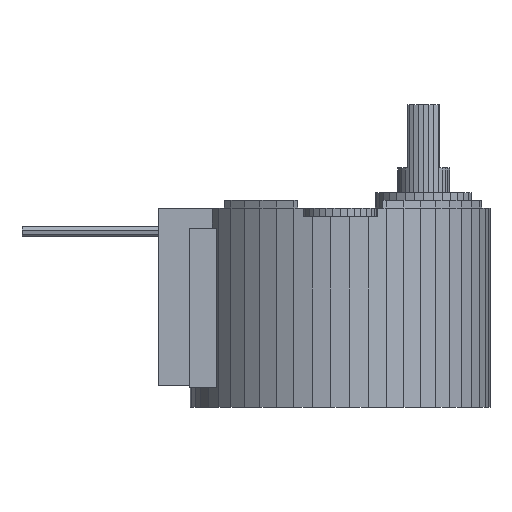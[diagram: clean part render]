
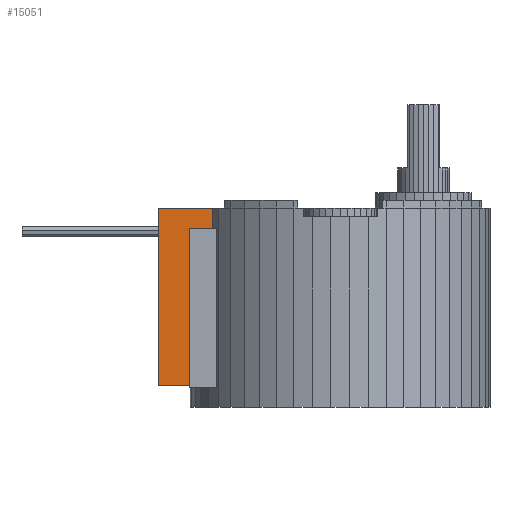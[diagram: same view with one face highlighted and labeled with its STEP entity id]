
A CAD part, front view. The second image highlights one B-rep face of the part: STEP entity #15051.
In plain terms, the highlighted planar face has unit normal (0, -1, 0).
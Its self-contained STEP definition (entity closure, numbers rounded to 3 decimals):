
#3276 = PLANE('',#3277);
#3277 = AXIS2_PLACEMENT_3D('',#3278,#3279,#3280);
#3278 = CARTESIAN_POINT('',(-11.427,-8.302,9.4));
#3279 = DIRECTION('',(0.844,0.536,0.)
  );
#3280 = DIRECTION('',(-0.536,0.844,0.
    ));
#6918 = VERTEX_POINT('',#6919);
#6919 = CARTESIAN_POINT('',(-12.064,-7.3,7.5));
#6932 = PLANE('',#6933);
#6933 = AXIS2_PLACEMENT_3D('',#6934,#6935,#6936);
#6934 = CARTESIAN_POINT('',(-14.25,8.,7.5));
#6935 = DIRECTION('',(0.,0.,-1.));
#6936 = DIRECTION('',(1.,0.,0.));
#6943 = EDGE_CURVE('',#6944,#6918,#6946,.T.);
#6944 = VERTEX_POINT('',#6945);
#6945 = CARTESIAN_POINT('',(-12.064,-7.3,9.35));
#6946 = SURFACE_CURVE('',#6947,(#6951,#6957),.PCURVE_S1.);
#6947 = LINE('',#6948,#6949);
#6948 = CARTESIAN_POINT('',(-12.064,-7.3,9.375));
#6949 = VECTOR('',#6950,1.);
#6950 = DIRECTION('',(0.,0.,-1.));
#6951 = PCURVE('',#3276,#6952);
#6952 = DEFINITIONAL_REPRESENTATION('',(#6953),#6956);
#6953 = B_SPLINE_CURVE_WITH_KNOTS('',1,(#6954,#6955),.UNSPECIFIED.,.F.,
  .F.,(2,2),(0.025,16.725),.PIECEWISE_BEZIER_KNOTS.);
#6954 = CARTESIAN_POINT('',(1.187,-0.05));
#6955 = CARTESIAN_POINT('',(1.187,-16.75));
#6956 = ( GEOMETRIC_REPRESENTATION_CONTEXT(2) 
PARAMETRIC_REPRESENTATION_CONTEXT() REPRESENTATION_CONTEXT('2D SPACE',''
  ) );
#6957 = PCURVE('',#6958,#6963);
#6958 = PLANE('',#6959);
#6959 = AXIS2_PLACEMENT_3D('',#6960,#6961,#6962);
#6960 = CARTESIAN_POINT('',(-17.175,-7.3,9.35));
#6961 = DIRECTION('',(0.,-1.,0.));
#6962 = DIRECTION('',(0.,0.,-1.));
#6963 = DEFINITIONAL_REPRESENTATION('',(#6964),#6967);
#6964 = B_SPLINE_CURVE_WITH_KNOTS('',1,(#6965,#6966),.UNSPECIFIED.,.F.,
  .F.,(2,2),(0.025,16.725),.PIECEWISE_BEZIER_KNOTS.);
#6965 = CARTESIAN_POINT('',(0.,5.111));
#6966 = CARTESIAN_POINT('',(16.7,5.111));
#6967 = ( GEOMETRIC_REPRESENTATION_CONTEXT(2) 
PARAMETRIC_REPRESENTATION_CONTEXT() REPRESENTATION_CONTEXT('2D SPACE',''
  ) );
#6984 = PLANE('',#6985);
#6985 = AXIS2_PLACEMENT_3D('',#6986,#6987,#6988);
#6986 = CARTESIAN_POINT('',(-17.175,7.3,9.35));
#6987 = DIRECTION('',(0.,0.,-1.));
#6988 = DIRECTION('',(1.,0.,0.));
#14691 = PLANE('',#14692);
#14692 = AXIS2_PLACEMENT_3D('',#14693,#14694,#14695);
#14693 = CARTESIAN_POINT('',(-14.25,8.,7.5));
#14694 = DIRECTION('',(1.,0.,0.));
#14695 = DIRECTION('',(0.,0.,-1.));
#14971 = EDGE_CURVE('',#14972,#6944,#14974,.T.);
#14972 = VERTEX_POINT('',#14973);
#14973 = CARTESIAN_POINT('',(-17.175,-7.3,9.35));
#14974 = SURFACE_CURVE('',#14975,(#14979,#14986),.PCURVE_S1.);
#14975 = LINE('',#14976,#14977);
#14976 = CARTESIAN_POINT('',(-17.175,-7.3,9.35));
#14977 = VECTOR('',#14978,1.);
#14978 = DIRECTION('',(1.,0.,0.));
#14979 = PCURVE('',#6984,#14980);
#14980 = DEFINITIONAL_REPRESENTATION('',(#14981),#14985);
#14981 = LINE('',#14982,#14983);
#14982 = CARTESIAN_POINT('',(0.,14.6));
#14983 = VECTOR('',#14984,1.);
#14984 = DIRECTION('',(1.,0.));
#14985 = ( GEOMETRIC_REPRESENTATION_CONTEXT(2) 
PARAMETRIC_REPRESENTATION_CONTEXT() REPRESENTATION_CONTEXT('2D SPACE',''
  ) );
#14986 = PCURVE('',#6958,#14987);
#14987 = DEFINITIONAL_REPRESENTATION('',(#14988),#14992);
#14988 = LINE('',#14989,#14990);
#14989 = CARTESIAN_POINT('',(0.,0.));
#14990 = VECTOR('',#14991,1.);
#14991 = DIRECTION('',(0.,1.));
#14992 = ( GEOMETRIC_REPRESENTATION_CONTEXT(2) 
PARAMETRIC_REPRESENTATION_CONTEXT() REPRESENTATION_CONTEXT('2D SPACE',''
  ) );
#15010 = PLANE('',#15011);
#15011 = AXIS2_PLACEMENT_3D('',#15012,#15013,#15014);
#15012 = CARTESIAN_POINT('',(-17.175,7.3,9.35));
#15013 = DIRECTION('',(1.,0.,0.));
#15014 = DIRECTION('',(0.,0.,-1.));
#15051 = ADVANCED_FACE('',(#15052),#6958,.T.);
#15052 = FACE_BOUND('',#15053,.T.);
#15053 = EDGE_LOOP('',(#15054,#15084,#15105,#15124,#15125,#15126));
#15054 = ORIENTED_EDGE('',*,*,#15055,.T.);
#15055 = EDGE_CURVE('',#15056,#15058,#15060,.T.);
#15056 = VERTEX_POINT('',#15057);
#15057 = CARTESIAN_POINT('',(-17.175,-7.3,-7.35));
#15058 = VERTEX_POINT('',#15059);
#15059 = CARTESIAN_POINT('',(-14.25,-7.3,-7.35));
#15060 = SURFACE_CURVE('',#15061,(#15065,#15072),.PCURVE_S1.);
#15061 = LINE('',#15062,#15063);
#15062 = CARTESIAN_POINT('',(-17.175,-7.3,-7.35));
#15063 = VECTOR('',#15064,1.);
#15064 = DIRECTION('',(1.,0.,0.));
#15065 = PCURVE('',#6958,#15066);
#15066 = DEFINITIONAL_REPRESENTATION('',(#15067),#15071);
#15067 = LINE('',#15068,#15069);
#15068 = CARTESIAN_POINT('',(16.7,0.));
#15069 = VECTOR('',#15070,1.);
#15070 = DIRECTION('',(0.,1.));
#15071 = ( GEOMETRIC_REPRESENTATION_CONTEXT(2) 
PARAMETRIC_REPRESENTATION_CONTEXT() REPRESENTATION_CONTEXT('2D SPACE',''
  ) );
#15072 = PCURVE('',#15073,#15078);
#15073 = PLANE('',#15074);
#15074 = AXIS2_PLACEMENT_3D('',#15075,#15076,#15077);
#15075 = CARTESIAN_POINT('',(-17.175,7.3,-7.35));
#15076 = DIRECTION('',(0.,0.,-1.));
#15077 = DIRECTION('',(1.,0.,0.));
#15078 = DEFINITIONAL_REPRESENTATION('',(#15079),#15083);
#15079 = LINE('',#15080,#15081);
#15080 = CARTESIAN_POINT('',(0.,14.6));
#15081 = VECTOR('',#15082,1.);
#15082 = DIRECTION('',(1.,0.));
#15083 = ( GEOMETRIC_REPRESENTATION_CONTEXT(2) 
PARAMETRIC_REPRESENTATION_CONTEXT() REPRESENTATION_CONTEXT('2D SPACE',''
  ) );
#15084 = ORIENTED_EDGE('',*,*,#15085,.T.);
#15085 = EDGE_CURVE('',#15058,#15086,#15088,.T.);
#15086 = VERTEX_POINT('',#15087);
#15087 = CARTESIAN_POINT('',(-14.25,-7.3,7.5));
#15088 = SURFACE_CURVE('',#15089,(#15093,#15099),.PCURVE_S1.);
#15089 = LINE('',#15090,#15091);
#15090 = CARTESIAN_POINT('',(-14.25,-7.3,8.425));
#15091 = VECTOR('',#15092,1.);
#15092 = DIRECTION('',(0.,0.,1.));
#15093 = PCURVE('',#6958,#15094);
#15094 = DEFINITIONAL_REPRESENTATION('',(#15095),#15098);
#15095 = B_SPLINE_CURVE_WITH_KNOTS('',1,(#15096,#15097),.UNSPECIFIED.,
  .F.,.F.,(2,2),(-15.775,-0.925),.PIECEWISE_BEZIER_KNOTS.);
#15096 = CARTESIAN_POINT('',(16.7,2.925));
#15097 = CARTESIAN_POINT('',(1.85,2.925));
#15098 = ( GEOMETRIC_REPRESENTATION_CONTEXT(2) 
PARAMETRIC_REPRESENTATION_CONTEXT() REPRESENTATION_CONTEXT('2D SPACE',''
  ) );
#15099 = PCURVE('',#14691,#15100);
#15100 = DEFINITIONAL_REPRESENTATION('',(#15101),#15104);
#15101 = B_SPLINE_CURVE_WITH_KNOTS('',1,(#15102,#15103),.UNSPECIFIED.,
  .F.,.F.,(2,2),(-15.775,-0.925),.PIECEWISE_BEZIER_KNOTS.);
#15102 = CARTESIAN_POINT('',(14.85,-15.3));
#15103 = CARTESIAN_POINT('',(0.,-15.3));
#15104 = ( GEOMETRIC_REPRESENTATION_CONTEXT(2) 
PARAMETRIC_REPRESENTATION_CONTEXT() REPRESENTATION_CONTEXT('2D SPACE',''
  ) );
#15105 = ORIENTED_EDGE('',*,*,#15106,.T.);
#15106 = EDGE_CURVE('',#15086,#6918,#15107,.T.);
#15107 = SURFACE_CURVE('',#15108,(#15112,#15118),.PCURVE_S1.);
#15108 = LINE('',#15109,#15110);
#15109 = CARTESIAN_POINT('',(-15.713,-7.3,7.5));
#15110 = VECTOR('',#15111,1.);
#15111 = DIRECTION('',(1.,0.,0.));
#15112 = PCURVE('',#6958,#15113);
#15113 = DEFINITIONAL_REPRESENTATION('',(#15114),#15117);
#15114 = B_SPLINE_CURVE_WITH_KNOTS('',1,(#15115,#15116),.UNSPECIFIED.,
  .F.,.F.,(2,2),(1.463,3.649),.PIECEWISE_BEZIER_KNOTS.);
#15115 = CARTESIAN_POINT('',(1.85,2.925));
#15116 = CARTESIAN_POINT('',(1.85,5.111));
#15117 = ( GEOMETRIC_REPRESENTATION_CONTEXT(2) 
PARAMETRIC_REPRESENTATION_CONTEXT() REPRESENTATION_CONTEXT('2D SPACE',''
  ) );
#15118 = PCURVE('',#6932,#15119);
#15119 = DEFINITIONAL_REPRESENTATION('',(#15120),#15123);
#15120 = B_SPLINE_CURVE_WITH_KNOTS('',1,(#15121,#15122),.UNSPECIFIED.,
  .F.,.F.,(2,2),(1.463,3.649),.PIECEWISE_BEZIER_KNOTS.);
#15121 = CARTESIAN_POINT('',(0.,15.3));
#15122 = CARTESIAN_POINT('',(2.186,15.3));
#15123 = ( GEOMETRIC_REPRESENTATION_CONTEXT(2) 
PARAMETRIC_REPRESENTATION_CONTEXT() REPRESENTATION_CONTEXT('2D SPACE',''
  ) );
#15124 = ORIENTED_EDGE('',*,*,#6943,.F.);
#15125 = ORIENTED_EDGE('',*,*,#14971,.F.);
#15126 = ORIENTED_EDGE('',*,*,#15127,.T.);
#15127 = EDGE_CURVE('',#14972,#15056,#15128,.T.);
#15128 = SURFACE_CURVE('',#15129,(#15133,#15140),.PCURVE_S1.);
#15129 = LINE('',#15130,#15131);
#15130 = CARTESIAN_POINT('',(-17.175,-7.3,9.35));
#15131 = VECTOR('',#15132,1.);
#15132 = DIRECTION('',(0.,0.,-1.));
#15133 = PCURVE('',#6958,#15134);
#15134 = DEFINITIONAL_REPRESENTATION('',(#15135),#15139);
#15135 = LINE('',#15136,#15137);
#15136 = CARTESIAN_POINT('',(0.,0.));
#15137 = VECTOR('',#15138,1.);
#15138 = DIRECTION('',(1.,0.));
#15139 = ( GEOMETRIC_REPRESENTATION_CONTEXT(2) 
PARAMETRIC_REPRESENTATION_CONTEXT() REPRESENTATION_CONTEXT('2D SPACE',''
  ) );
#15140 = PCURVE('',#15010,#15141);
#15141 = DEFINITIONAL_REPRESENTATION('',(#15142),#15146);
#15142 = LINE('',#15143,#15144);
#15143 = CARTESIAN_POINT('',(0.,-14.6));
#15144 = VECTOR('',#15145,1.);
#15145 = DIRECTION('',(1.,0.));
#15146 = ( GEOMETRIC_REPRESENTATION_CONTEXT(2) 
PARAMETRIC_REPRESENTATION_CONTEXT() REPRESENTATION_CONTEXT('2D SPACE',''
  ) );
